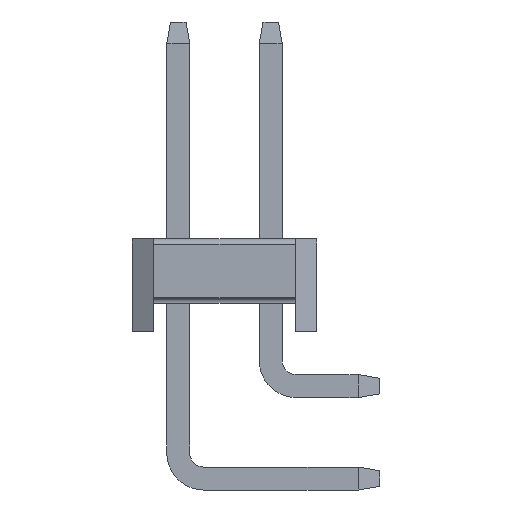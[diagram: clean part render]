
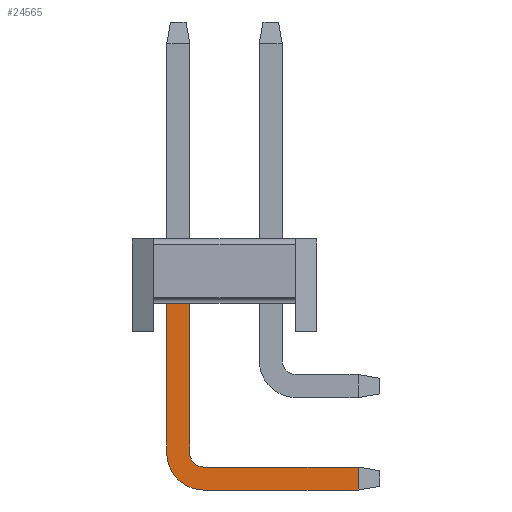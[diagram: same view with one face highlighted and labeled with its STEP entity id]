
A CAD part, left-side view. The second image highlights one B-rep face of the part: STEP entity #24565.
In plain terms, the highlighted planar face has unit normal (-1, 0, 0).
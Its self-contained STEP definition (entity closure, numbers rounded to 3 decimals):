
#343 = AXIS2_PLACEMENT_3D ( 'NONE', #11610, #11611, #11612 ) ;
#1407 = FACE_OUTER_BOUND ( 'NONE', #10286, .T. ) ;
#3132 = CARTESIAN_POINT ( 'NONE',  ( -0.315, 3.11, -2.225 ) ) ;
#3168 = CARTESIAN_POINT ( 'NONE',  ( -0.315, 3.495, -1.84 ) ) ;
#3202 = CARTESIAN_POINT ( 'NONE',  ( -0.315, 4.125, -1.84 ) ) ;
#3203 = CARTESIAN_POINT ( 'NONE',  ( -0.315, 4.125, 2.28 ) ) ;
#3633 = CARTESIAN_POINT ( 'NONE',  ( -0.315, 3.495, 2.28 ) ) ;
#3663 = CARTESIAN_POINT ( 'NONE',  ( -0.315, -1.13, -2.855 ) ) ;
#3664 = CARTESIAN_POINT ( 'NONE',  ( -0.315, 3.11, -2.855 ) ) ;
#3704 = CARTESIAN_POINT ( 'NONE',  ( -0.315, -1.13, -2.225 ) ) ;
#5269 = CARTESIAN_POINT ( 'NONE',  ( -0.315, -1.13, -2.225 ) ) ;
#5270 = DIRECTION ( 'NONE',  ( 0., 0., 1. ) ) ;
#5271 = CARTESIAN_POINT ( 'NONE',  ( -0.315, 4.125, -1.84 ) ) ;
#5272 = DIRECTION ( 'NONE',  ( 0., 0., 1. ) ) ;
#5279 = CARTESIAN_POINT ( 'NONE',  ( -0.315, 3.495, -1.84 ) ) ;
#5280 = DIRECTION ( 'NONE',  ( 0., 0., 1. ) ) ;
#5281 = CARTESIAN_POINT ( 'NONE',  ( -0.315, 3.11, -1.84 ) ) ;
#5282 = DIRECTION ( 'NONE',  ( -1., 0., 0. ) ) ;
#5283 = DIRECTION ( 'NONE',  ( 0., 0., 1. ) ) ;
#7227 = CARTESIAN_POINT ( 'NONE',  ( -0.315, 3.11, -2.225 ) ) ;
#7228 = DIRECTION ( 'NONE',  ( 0., -1., 0. ) ) ;
#7247 = CARTESIAN_POINT ( 'NONE',  ( -0.315, 3.11, -2.855 ) ) ;
#7248 = DIRECTION ( 'NONE',  ( 0., -1., 0. ) ) ;
#7261 = CARTESIAN_POINT ( 'NONE',  ( -0.315, 3.11, -1.84 ) ) ;
#7262 = DIRECTION ( 'NONE',  ( -1., 0., 0. ) ) ;
#7263 = DIRECTION ( 'NONE',  ( 0., 0., 1. ) ) ;
#7429 = CARTESIAN_POINT ( 'NONE',  ( -0.315, 0.6, 2.28 ) ) ;
#7430 = DIRECTION ( 'NONE',  ( 0., 1., 0. ) ) ;
#8057 = VECTOR ( 'NONE', #7228, 1000. ) ;
#8067 = VECTOR ( 'NONE', #7248, 1000. ) ;
#8072 = CIRCLE ( 'NONE', #8075, 1.015 ) ;
#8075 = AXIS2_PLACEMENT_3D ( 'NONE', #7261, #7262, #7263 ) ;
#8166 = VECTOR ( 'NONE', #7430, 1000. ) ;
#8242 = VERTEX_POINT ( 'NONE', #3132 ) ;
#8280 = VERTEX_POINT ( 'NONE', #3168 ) ;
#8311 = VERTEX_POINT ( 'NONE', #3202 ) ;
#8312 = VERTEX_POINT ( 'NONE', #3203 ) ;
#10286 = EDGE_LOOP ( 'NONE', ( #26428, #26427, #26431, #26425, #26419, #26418, #26417, #26416 ) ) ;
#11609 = PLANE ( 'NONE',  #343 ) ;
#11610 = CARTESIAN_POINT ( 'NONE',  ( -0.315, 4.125, -1.84 ) ) ;
#11611 = DIRECTION ( 'NONE',  ( -1., 0., 0. ) ) ;
#11612 = DIRECTION ( 'NONE',  ( 0., 0., 1. ) ) ;
#14565 = VERTEX_POINT ( 'NONE', #3633 ) ;
#14656 = VERTEX_POINT ( 'NONE', #3663 ) ;
#14669 = VERTEX_POINT ( 'NONE', #3664 ) ;
#14756 = VERTEX_POINT ( 'NONE', #3704 ) ;
#17182 = EDGE_CURVE ( 'NONE', #14656, #14756, #22972, .T. ) ;
#17183 = EDGE_CURVE ( 'NONE', #8311, #8312, #22973, .T. ) ;
#17187 = EDGE_CURVE ( 'NONE', #8280, #14565, #22977, .T. ) ;
#17188 = EDGE_CURVE ( 'NONE', #8280, #8242, #21324, .T. ) ;
#21320 = VECTOR ( 'NONE', #5270, 1000. ) ;
#21321 = VECTOR ( 'NONE', #5272, 1000. ) ;
#21324 = CIRCLE ( 'NONE', #21327, 0.385 ) ;
#21326 = VECTOR ( 'NONE', #5280, 1000. ) ;
#21327 = AXIS2_PLACEMENT_3D ( 'NONE', #5281, #5282, #5283 ) ;
#22972 = LINE ( 'NONE', #5269, #21320 ) ;
#22973 = LINE ( 'NONE', #5271, #21321 ) ;
#22977 = LINE ( 'NONE', #5279, #21326 ) ;
#23239 = LINE ( 'NONE', #7227, #8057 ) ;
#23249 = LINE ( 'NONE', #7247, #8067 ) ;
#23319 = LINE ( 'NONE', #7429, #8166 ) ;
#23756 = EDGE_CURVE ( 'NONE', #8242, #14756, #23239, .T. ) ;
#23772 = EDGE_CURVE ( 'NONE', #14669, #14656, #23249, .T. ) ;
#23783 = EDGE_CURVE ( 'NONE', #8311, #14669, #8072, .T. ) ;
#23914 = EDGE_CURVE ( 'NONE', #14565, #8312, #23319, .T. ) ;
#24565 = ADVANCED_FACE ( 'NONE', ( #1407 ), #11609, .T. ) ;
#26416 = ORIENTED_EDGE ( 'NONE', *, *, #23783, .T. ) ;
#26417 = ORIENTED_EDGE ( 'NONE', *, *, #17183, .F. ) ;
#26418 = ORIENTED_EDGE ( 'NONE', *, *, #23914, .T. ) ;
#26419 = ORIENTED_EDGE ( 'NONE', *, *, #17187, .T. ) ;
#26425 = ORIENTED_EDGE ( 'NONE', *, *, #17188, .F. ) ;
#26427 = ORIENTED_EDGE ( 'NONE', *, *, #17182, .T. ) ;
#26428 = ORIENTED_EDGE ( 'NONE', *, *, #23772, .T. ) ;
#26431 = ORIENTED_EDGE ( 'NONE', *, *, #23756, .F. ) ;
